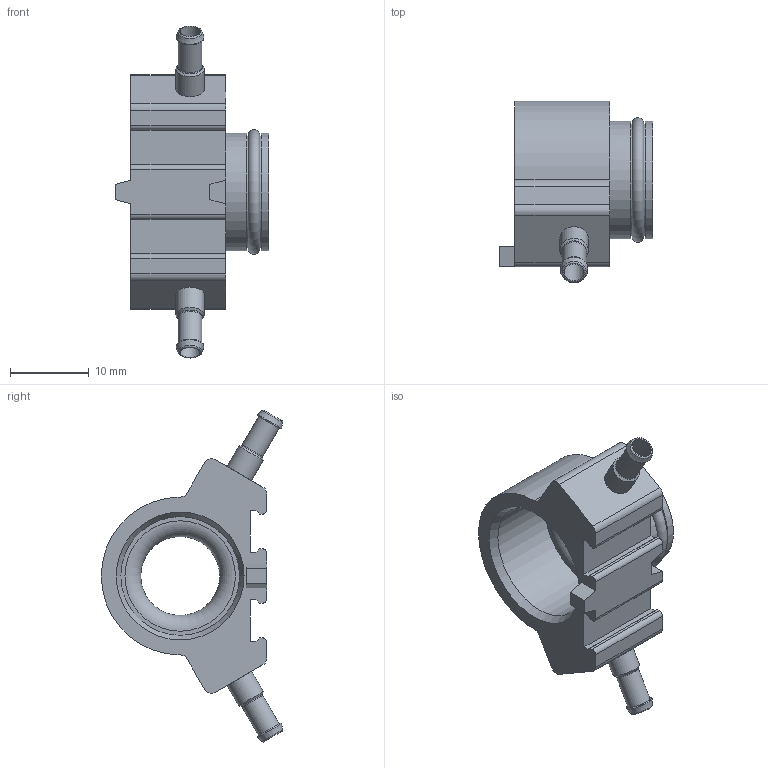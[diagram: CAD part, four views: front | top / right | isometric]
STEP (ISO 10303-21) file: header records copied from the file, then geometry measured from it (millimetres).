
FILE_DESCRIPTION(/* description */ ('STEP AP214'),/* implementation_level */ '2;1');
FILE_NAME(/* name */ '6847_LTV-2-PK-3',/* time_stamp */ '2024-09-05T02:23:07+02:00',/* author */ ('License CC BY-ND 4.0'),/* organization */ ('CADENAS'),/* preprocessor_version */ 'ST-DEVELOPER v19.3',/* originating_system */ 'PARTsolutions',/* authorisation */ ' ');
FILE_SCHEMA (('AUTOMOTIVE_DESIGN {1 0 10303 214 3 1 1}'));
Length unit declared in the file: millimetre
Products named in the file (1): 6847 LTV-2-PK-3
Bounding box: 19.5 x 23 x 42.09 mm (x, y, z)
Volume: 3620.6 mm3; surface area: 3198.8 mm2
Topology: 1 solids, 1 shells, 79 faces, 190 edges, 123 vertices
Faces by surface type: plane 41, cylinder 25, torus 8, cone 5
Full cylindrical faces by diameter (mm): 2.4 x2, 2.5 x2, 3 x2, 3.6 x2, 10 x1, 14.3 x2, 14.9 x2, 15.05 x1
Entity records: 2740 total; most frequent: CARTESIAN_POINT 380, DIRECTION 378, ORIENTED_EDGE 320, EDGE_CURVE 160, AXIS2_PLACEMENT_3D 140, EDGE_LOOP 122, FACE_BOUND 122, VERTEX_POINT 120
